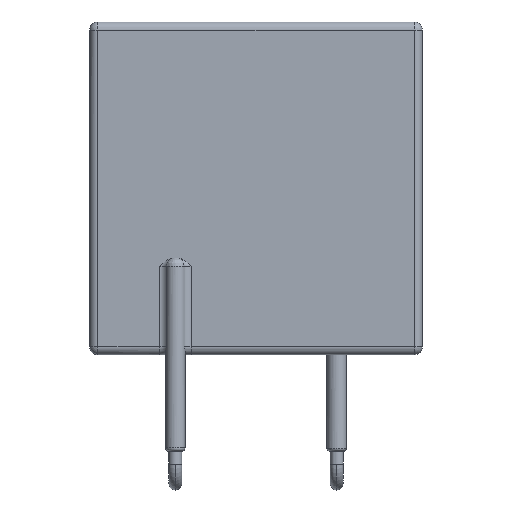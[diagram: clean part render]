
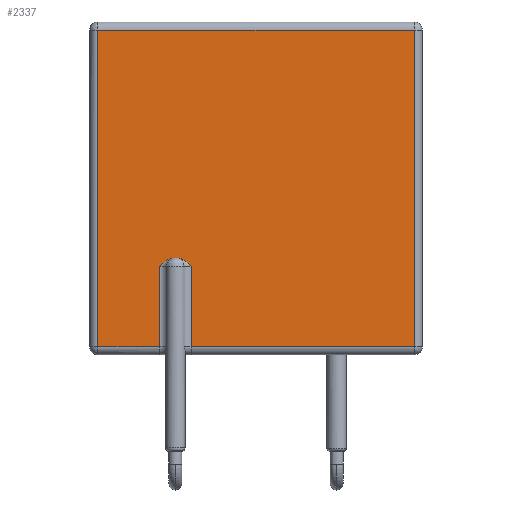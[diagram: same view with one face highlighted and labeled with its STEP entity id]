
A CAD part, top view. The second image highlights one B-rep face of the part: STEP entity #2337.
In plain terms, the highlighted planar face has unit normal (0, 0, 1).
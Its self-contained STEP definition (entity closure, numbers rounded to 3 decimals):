
#1136=CARTESIAN_POINT('',(-5.125,14.,3.1));
#1137=VERTEX_POINT('',#1136);
#1145=CARTESIAN_POINT('',(-5.991,13.5,3.1));
#1146=VERTEX_POINT('',#1145);
#1147=CARTESIAN_POINT('',(-5.991,13.5,3.1));
#1148=CARTESIAN_POINT('',(-5.921,13.569,3.1));
#1149=CARTESIAN_POINT('',(-5.845,13.646,3.1));
#1150=CARTESIAN_POINT('',(-5.683,13.786,3.1));
#1151=CARTESIAN_POINT('',(-5.597,13.848,3.1));
#1152=CARTESIAN_POINT('',(-5.454,13.925,3.1));
#1153=CARTESIAN_POINT('',(-5.39,13.953,3.1));
#1154=CARTESIAN_POINT('',(-5.257,13.99,3.1));
#1155=CARTESIAN_POINT('',(-5.188,14.,3.1));
#1156=CARTESIAN_POINT('',(-5.088,14.,3.1));
#1157=CARTESIAN_POINT('',(-5.049,13.997,3.1));
#1158=CARTESIAN_POINT('',(-4.972,13.983,3.1));
#1159=CARTESIAN_POINT('',(-4.934,13.972,3.1));
#1160=CARTESIAN_POINT('',(-4.87,13.946,3.1));
#1161=CARTESIAN_POINT('',(-4.838,13.93,3.1));
#1162=CARTESIAN_POINT('',(-4.778,13.892,3.1));
#1163=CARTESIAN_POINT('',(-4.749,13.87,3.1));
#1164=CARTESIAN_POINT('',(-4.704,13.826,3.1));
#1165=CARTESIAN_POINT('',(-4.681,13.8,3.1));
#1166=CARTESIAN_POINT('',(-4.643,13.744,3.1));
#1167=CARTESIAN_POINT('',(-4.627,13.715,3.1));
#1168=CARTESIAN_POINT('',(-4.603,13.658,3.1));
#1169=CARTESIAN_POINT('',(-4.593,13.627,3.1));
#1170=CARTESIAN_POINT('',(-4.579,13.563,3.1));
#1171=CARTESIAN_POINT('',(-4.576,13.53,3.1));
#1172=CARTESIAN_POINT('',(-4.576,13.47,3.1));
#1173=CARTESIAN_POINT('',(-4.579,13.437,3.1));
#1174=CARTESIAN_POINT('',(-4.593,13.373,3.1));
#1175=CARTESIAN_POINT('',(-4.603,13.342,3.1));
#1176=CARTESIAN_POINT('',(-4.627,13.285,3.1));
#1177=CARTESIAN_POINT('',(-4.643,13.256,3.1));
#1178=CARTESIAN_POINT('',(-4.681,13.2,3.1));
#1179=CARTESIAN_POINT('',(-4.704,13.174,3.1));
#1180=CARTESIAN_POINT('',(-4.749,13.13,3.1));
#1181=CARTESIAN_POINT('',(-4.778,13.108,3.1));
#1182=CARTESIAN_POINT('',(-4.838,13.07,3.1));
#1183=CARTESIAN_POINT('',(-4.87,13.054,3.1));
#1184=CARTESIAN_POINT('',(-4.934,13.028,3.1));
#1185=CARTESIAN_POINT('',(-4.972,13.017,3.1));
#1186=CARTESIAN_POINT('',(-5.049,13.003,3.1));
#1187=CARTESIAN_POINT('',(-5.088,13.,3.1));
#1188=CARTESIAN_POINT('',(-5.188,13.,3.1));
#1189=CARTESIAN_POINT('',(-5.257,13.01,3.1));
#1190=CARTESIAN_POINT('',(-5.39,13.047,3.1));
#1191=CARTESIAN_POINT('',(-5.454,13.075,3.1));
#1192=CARTESIAN_POINT('',(-5.597,13.152,3.1));
#1193=CARTESIAN_POINT('',(-5.683,13.214,3.1));
#1194=CARTESIAN_POINT('',(-5.845,13.354,3.1));
#1195=CARTESIAN_POINT('',(-5.921,13.431,3.1));
#1196=CARTESIAN_POINT('',(-5.991,13.5,3.1));
#1197=B_SPLINE_CURVE_WITH_KNOTS('',3,(#1147,#1148,#1149,#1150,#1151,#1152,#1153,#1154,#1155,#1156,#1157,#1158,#1159,#1160,#1161,#1162,#1163,#1164,#1165,#1166,#1167,#1168,#1169,#1170,#1171,#1172,#1173,#1174,#1175,#1176,#1177,#1178,#1179,#1180,#1181,#1182,#1183,#1184,#1185,#1186,#1187,#1188,#1189,#1190,#1191,#1192,#1193,#1194,#1195,#1196),.UNSPECIFIED.,.T.,.U.,(4,2,2,2,2,2,2,2,2,2,2,2,2,2,2,2,2,2,2,2,2,2,2,2,4),(0.0,0.294,0.588,0.779,0.97,1.078,1.186,1.284,1.383,1.476,1.569,1.659,1.749,1.839,1.929,2.022,2.115,2.213,2.311,2.42,2.528,2.719,2.91,3.204,3.498),.UNSPECIFIED.);
#1198=EDGE_CURVE('',#1137,#1146,#1197,.F.);
#1269=CARTESIAN_POINT('',(-4.031,13.5,3.1));
#1270=VERTEX_POINT('',#1269);
#1271=CARTESIAN_POINT('',(-4.897,14.,3.1));
#1272=VERTEX_POINT('',#1271);
#1273=CARTESIAN_POINT('',(-4.897,14.,3.1));
#1274=CARTESIAN_POINT('',(-4.833,14.,3.1));
#1275=CARTESIAN_POINT('',(-4.764,13.99,3.1));
#1276=CARTESIAN_POINT('',(-4.631,13.953,3.1));
#1277=CARTESIAN_POINT('',(-4.567,13.925,3.1));
#1278=CARTESIAN_POINT('',(-4.425,13.848,3.1));
#1279=CARTESIAN_POINT('',(-4.338,13.786,3.1));
#1280=CARTESIAN_POINT('',(-4.176,13.646,3.1));
#1281=CARTESIAN_POINT('',(-4.1,13.569,3.1));
#1282=CARTESIAN_POINT('',(-4.031,13.5,3.1));
#1283=B_SPLINE_CURVE_WITH_KNOTS('',3,(#1273,#1274,#1275,#1276,#1277,#1278,#1279,#1280,#1281,#1282),.UNSPECIFIED.,.F.,.U.,(4,2,2,2,4),(2.528,2.719,2.91,3.204,3.498),.UNSPECIFIED.);
#1284=EDGE_CURVE('',#1270,#1272,#1283,.F.);
#1311=CARTESIAN_POINT('',(-4.031,8.5,3.1));
#1312=VERTEX_POINT('',#1311);
#1320=CARTESIAN_POINT('',(-4.031,8.5,3.1));
#1321=DIRECTION('',(0.0,1.0,0.0));
#1322=VECTOR('',#1321,5.);
#1323=LINE('',#1320,#1322);
#1324=EDGE_CURVE('',#1312,#1270,#1323,.T.);
#1445=CARTESIAN_POINT('',(-5.991,8.5,3.1));
#1446=VERTEX_POINT('',#1445);
#1447=CARTESIAN_POINT('',(-5.991,13.5,3.1));
#1448=DIRECTION('',(0.0,-1.0,0.0));
#1449=VECTOR('',#1448,5.);
#1450=LINE('',#1447,#1449);
#1451=EDGE_CURVE('',#1146,#1446,#1450,.T.);
#1515=CARTESIAN_POINT('',(9.835,8.5,3.1));
#1516=VERTEX_POINT('',#1515);
#1620=CARTESIAN_POINT('',(9.835,28.17,3.1));
#1621=VERTEX_POINT('',#1620);
#1690=CARTESIAN_POINT('',(-9.835,28.17,3.1));
#1691=VERTEX_POINT('',#1690);
#1716=CARTESIAN_POINT('',(-9.835,8.5,3.1));
#1717=VERTEX_POINT('',#1716);
#1749=CARTESIAN_POINT('',(-5.991,8.5,3.1));
#1750=DIRECTION('',(-1.0,0.0,0.0));
#1751=VECTOR('',#1750,3.844);
#1752=LINE('',#1749,#1751);
#1753=EDGE_CURVE('',#1446,#1717,#1752,.T.);
#1772=CARTESIAN_POINT('',(-9.835,8.5,3.1));
#1773=DIRECTION('',(0.0,1.0,0.0));
#1774=VECTOR('',#1773,19.67);
#1775=LINE('',#1772,#1774);
#1776=EDGE_CURVE('',#1717,#1691,#1775,.T.);
#1836=CARTESIAN_POINT('',(-9.835,28.17,3.1));
#1837=DIRECTION('',(1.0,0.0,0.0));
#1838=VECTOR('',#1837,19.67);
#1839=LINE('',#1836,#1838);
#1840=EDGE_CURVE('',#1691,#1621,#1839,.T.);
#1963=CARTESIAN_POINT('',(9.835,28.17,3.1));
#1964=DIRECTION('',(0.0,-1.0,0.0));
#1965=VECTOR('',#1964,19.67);
#1966=LINE('',#1963,#1965);
#1967=EDGE_CURVE('',#1621,#1516,#1966,.T.);
#2076=CARTESIAN_POINT('',(9.835,8.5,3.1));
#2077=DIRECTION('',(-1.0,0.0,0.0));
#2078=VECTOR('',#2077,13.866);
#2079=LINE('',#2076,#2078);
#2080=EDGE_CURVE('',#1516,#1312,#2079,.T.);
#2315=CARTESIAN_POINT('',(-10.335,28.67,3.1));
#2316=DIRECTION('',(0.0,0.0,1.0));
#2317=DIRECTION('',(0.0,-1.0,0.0));
#2318=AXIS2_PLACEMENT_3D('',#2315,#2316,#2317);
#2319=PLANE('',#2318);
#2320=ORIENTED_EDGE('',*,*,#1753,.F.);
#2321=ORIENTED_EDGE('',*,*,#1451,.F.);
#2322=ORIENTED_EDGE('',*,*,#1198,.F.);
#2323=CARTESIAN_POINT('',(-5.125,14.,3.1));
#2324=DIRECTION('',(1.0,0.0,0.0));
#2325=VECTOR('',#2324,0.228);
#2326=LINE('',#2323,#2325);
#2327=EDGE_CURVE('',#1137,#1272,#2326,.T.);
#2328=ORIENTED_EDGE('',*,*,#2327,.T.);
#2329=ORIENTED_EDGE('',*,*,#1284,.F.);
#2330=ORIENTED_EDGE('',*,*,#1324,.F.);
#2331=ORIENTED_EDGE('',*,*,#2080,.F.);
#2332=ORIENTED_EDGE('',*,*,#1967,.F.);
#2333=ORIENTED_EDGE('',*,*,#1840,.F.);
#2334=ORIENTED_EDGE('',*,*,#1776,.F.);
#2335=EDGE_LOOP('',(#2320,#2321,#2322,#2328,#2329,#2330,#2331,#2332,#2333,#2334));
#2336=FACE_OUTER_BOUND('',#2335,.T.);
#2337=ADVANCED_FACE('',(#2336),#2319,.T.);
